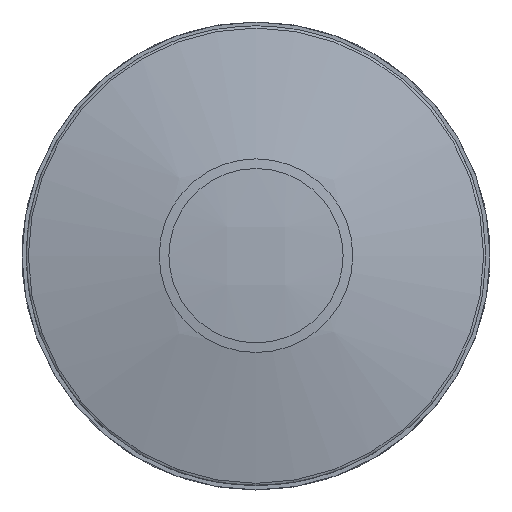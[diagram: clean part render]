
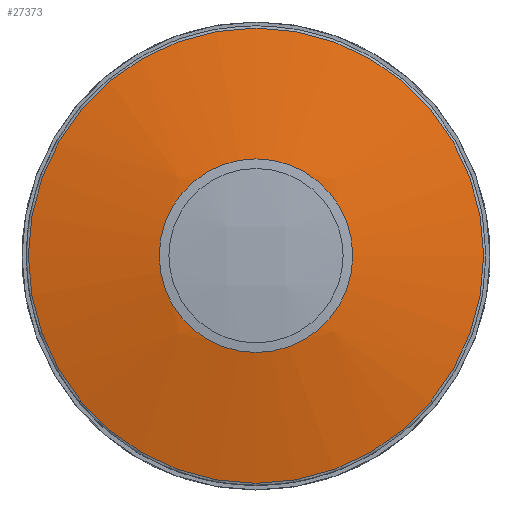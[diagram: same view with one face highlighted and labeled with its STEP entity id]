
A CAD part, top view. The second image highlights one B-rep face of the part: STEP entity #27373.
In plain terms, the highlighted free-form (B-spline) face has degree [3, 3] with [4, 4] control points.
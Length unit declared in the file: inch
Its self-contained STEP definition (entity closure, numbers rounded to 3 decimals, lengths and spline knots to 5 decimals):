
#1175 = EDGE_CURVE ( 'NONE', #23013, #23013, #17219, .T. ) ;
#2431 = ORIENTED_EDGE ( 'NONE', *, *, #40127, .F. ) ;
#3281 = CARTESIAN_POINT ( 'NONE',  ( 1.12624, 0.57087, 0.85207 ) ) ;
#3662 = CARTESIAN_POINT ( 'NONE',  ( 0.57087, 0.57087, 0.85207 ) ) ;
#3789 = CARTESIAN_POINT ( 'NONE',  ( 1.12956, 0.39156, 0.87638 ) ) ;
#3999 = FACE_OUTER_BOUND ( 'NONE', #12171, .T. ) ;
#6882 = DIRECTION ( 'NONE',  ( 0., 0., -1. ) ) ;
#10439 = CARTESIAN_POINT ( 'NONE',  ( 0.0157, 1.13141, 0.76702 ) ) ;
#10954 =( BOUNDED_SURFACE ( )  B_SPLINE_SURFACE ( 3, 3, ( 
 ( #13846, #17484, #3789, #23928 ),
 ( #20296, #26904, #14059, #30514 ),
 ( #16855, #36730, #29899, #13650 ),
 ( #10439, #27111, #23516, #40152 ) ),
 .UNSPECIFIED., .F., .F., .F. ) 
 B_SPLINE_SURFACE_WITH_KNOTS ( ( 4, 4 ),
 ( 4, 4 ),
 ( 0., 1. ),
 ( 0., 1. ),
 .UNSPECIFIED. ) 
 GEOMETRIC_REPRESENTATION_ITEM ( )  RATIONAL_B_SPLINE_SURFACE ( (
 ( 1., 0.972, 0.972, 1.),
 ( 0.972, 0.944, 0.944, 0.972),
 ( 0.972, 0.944, 0.944, 0.972),
 ( 1., 0.972, 0.972, 1.) ) ) 
 REPRESENTATION_ITEM ( '' )  SURFACE ( )  );
#12171 = EDGE_LOOP ( 'NONE', ( #2431 ) ) ;
#13092 = AXIS2_PLACEMENT_3D ( 'NONE', #19047, #41916, #35293 ) ;
#13352 = CARTESIAN_POINT ( 'NONE',  ( 0.80709, 0.57087, 0.91781 ) ) ;
#13650 = CARTESIAN_POINT ( 'NONE',  ( 0.38622, -0.00914, 0.87503 ) ) ;
#13846 = CARTESIAN_POINT ( 'NONE',  ( 1.14198, 1.09261, 0.77367 ) ) ;
#14059 = CARTESIAN_POINT ( 'NONE',  ( 0.75893, 0.37627, 0.98892 ) ) ;
#16855 = CARTESIAN_POINT ( 'NONE',  ( 0.38621, 1.1504, 0.87517 ) ) ;
#17219 = CIRCLE ( 'NONE', #13092, 0.23622 ) ;
#17484 = CARTESIAN_POINT ( 'NONE',  ( 1.12956, 0.74972, 0.87642 ) ) ;
#18165 = ORIENTED_EDGE ( 'NONE', *, *, #1175, .T. ) ;
#19047 = CARTESIAN_POINT ( 'NONE',  ( 0.57087, 0.57087, 0.91781 ) ) ;
#19585 = VERTEX_POINT ( 'NONE', #3281 ) ;
#20296 = CARTESIAN_POINT ( 'NONE',  ( 0.77241, 1.13709, 0.87745 ) ) ;
#21134 = FACE_BOUND ( 'NONE', #34211, .T. ) ;
#21681 = AXIS2_PLACEMENT_3D ( 'NONE', #3662, #6882, #29351 ) ;
#23013 = VERTEX_POINT ( 'NONE', #13352 ) ;
#23516 = CARTESIAN_POINT ( 'NONE',  ( 0.00236, 0.37822, 0.87737 ) ) ;
#23928 = CARTESIAN_POINT ( 'NONE',  ( 1.14199, 0.0487, 0.77355 ) ) ;
#26904 = CARTESIAN_POINT ( 'NONE',  ( 0.75893, 0.76497, 0.98896 ) ) ;
#27111 = CARTESIAN_POINT ( 'NONE',  ( 0.00236, 0.76303, 0.87741 ) ) ;
#27373 = ADVANCED_FACE ( 'NONE', ( #21134, #3999 ), #10954, .T. ) ;
#29351 = DIRECTION ( 'NONE',  ( 1., 0., 0. ) ) ;
#29899 = CARTESIAN_POINT ( 'NONE',  ( 0.37242, 0.3717, 0.98926 ) ) ;
#30514 = CARTESIAN_POINT ( 'NONE',  ( 0.77242, 0.00418, 0.87732 ) ) ;
#34211 = EDGE_LOOP ( 'NONE', ( #18165 ) ) ;
#34622 = CIRCLE ( 'NONE', #21681, 0.55537 ) ;
#35293 = DIRECTION ( 'NONE',  ( 1., 0., 0. ) ) ;
#36730 = CARTESIAN_POINT ( 'NONE',  ( 0.37241, 0.76954, 0.9893 ) ) ;
#40127 = EDGE_CURVE ( 'NONE', #19585, #19585, #34622, .T. ) ;
#40152 = CARTESIAN_POINT ( 'NONE',  ( 0.01572, 0.00987, 0.76689 ) ) ;
#41916 = DIRECTION ( 'NONE',  ( 0., 0., -1. ) ) ;
